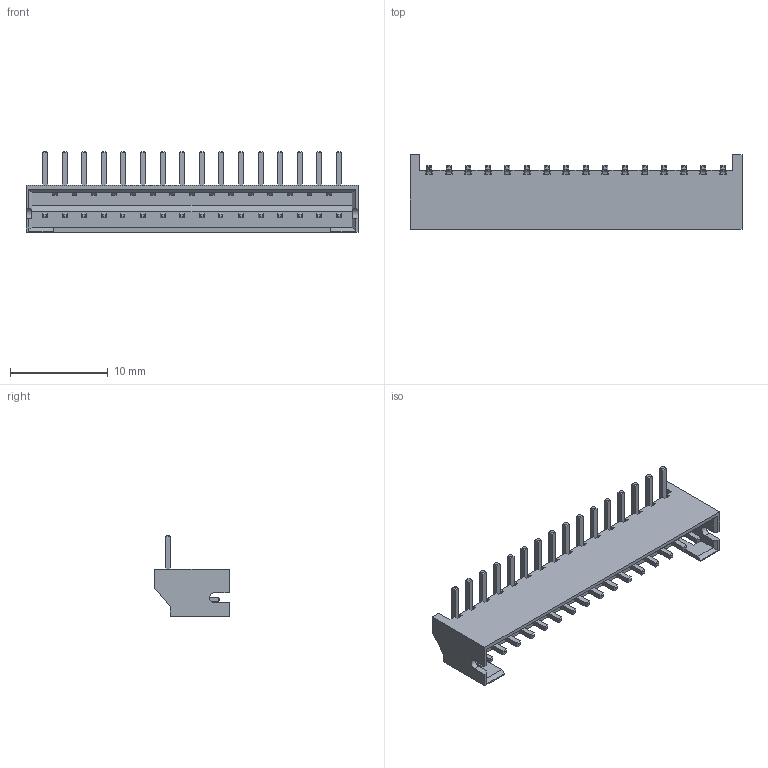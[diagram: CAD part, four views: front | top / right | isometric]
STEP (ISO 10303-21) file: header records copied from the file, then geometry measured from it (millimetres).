
FILE_DESCRIPTION (( 'STEP AP214' ), '1' );
FILE_NAME ('JST-S16B-PH-K-S.STEP', '2020-12-29T22:18:46', ( '' ), ( '' ), 'SwSTEP 2.0', 'SolidWorks 2020', '' );
FILE_SCHEMA (( 'AUTOMOTIVE_DESIGN' ));
Length unit declared in the file: millimetre
Products named in the file (1): JST-S16B-PH-K-S
Bounding box: 33.9 x 7.6 x 8.2 mm (x, y, z)
Volume: 425.6 mm3; surface area: 1292.3 mm2
Topology: 1 solids, 1 shells, 539 faces, 1324 edges, 816 vertices
Faces by surface type: plane 471, bspline 64, cylinder 4
Entity records: 23336 total; most frequent: CARTESIAN_POINT 4920, ORIENTED_EDGE 2648, DIRECTION 2348, EDGE_CURVE 1324, VECTOR 1252, LINE 1252, VERTEX_POINT 816, EDGE_LOOP 572
